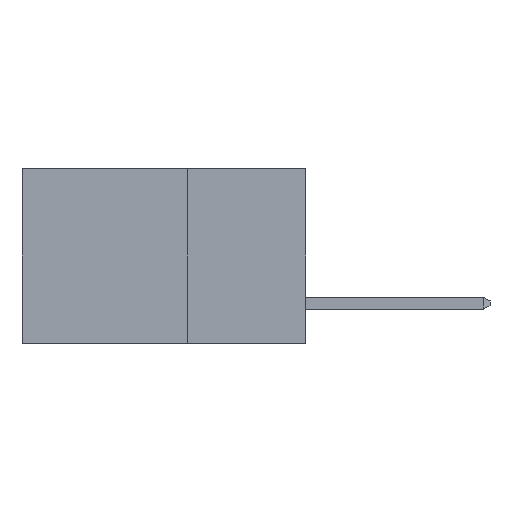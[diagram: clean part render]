
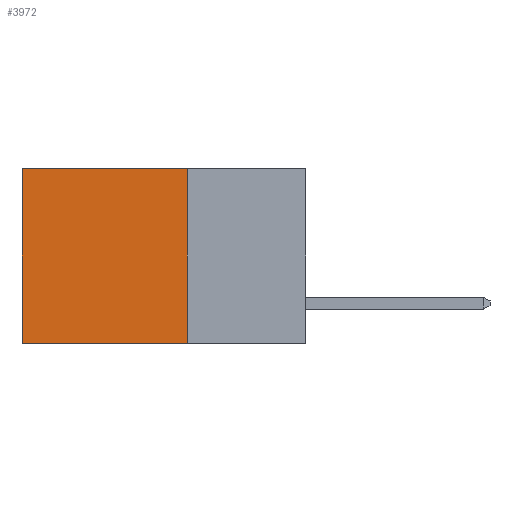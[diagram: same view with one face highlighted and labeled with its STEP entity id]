
A CAD part, left-side view. The second image highlights one B-rep face of the part: STEP entity #3972.
In plain terms, the highlighted planar face has unit normal (-1, 0, 0).
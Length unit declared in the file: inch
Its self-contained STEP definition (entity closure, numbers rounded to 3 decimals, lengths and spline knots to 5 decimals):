
#18 = CARTESIAN_POINT ( 'NONE',  ( 0.298, 0.6, 0. ) ) ;
#205 = CARTESIAN_POINT ( 'NONE',  ( 0.298, 0.25, 0. ) ) ;
#312 = ORIENTED_EDGE ( 'NONE', *, *, #5175, .F. ) ;
#754 = EDGE_CURVE ( 'NONE', #1086, #2445, #1180, .T. ) ;
#1086 = VERTEX_POINT ( 'NONE', #9061 ) ;
#1153 = LINE ( 'NONE', #1809, #5087 ) ;
#1180 = LINE ( 'NONE', #5877, #2680 ) ;
#1403 = VERTEX_POINT ( 'NONE', #5869 ) ;
#1787 = DIRECTION ( 'NONE',  ( 0., 1., 0. ) ) ;
#1809 = CARTESIAN_POINT ( 'NONE',  ( 0.298, 0.25, 0. ) ) ;
#1989 = DIRECTION ( 'NONE',  ( 0., 1., 0. ) ) ;
#2108 = PLANE ( 'NONE',  #5968 ) ;
#2153 = DIRECTION ( 'NONE',  ( 0., 0., -1. ) ) ;
#2445 = VERTEX_POINT ( 'NONE', #3018 ) ;
#2529 = EDGE_CURVE ( 'NONE', #1086, #1403, #1153, .T. ) ;
#2680 = VECTOR ( 'NONE', #2153, 39.37008 ) ;
#2841 = VECTOR ( 'NONE', #8548, 39.37008 ) ;
#3018 = CARTESIAN_POINT ( 'NONE',  ( 0.298, 0.25, -0.37 ) ) ;
#3717 = ORIENTED_EDGE ( 'NONE', *, *, #7654, .T. ) ;
#3972 = ADVANCED_FACE ( 'NONE', ( #6185 ), #2108, .F. ) ;
#4661 = ORIENTED_EDGE ( 'NONE', *, *, #754, .F. ) ;
#4821 = LINE ( 'NONE', #18, #2841 ) ;
#5087 = VECTOR ( 'NONE', #1787, 39.37008 ) ;
#5145 = VERTEX_POINT ( 'NONE', #7541 ) ;
#5175 = EDGE_CURVE ( 'NONE', #2445, #5145, #6107, .T. ) ;
#5332 = ORIENTED_EDGE ( 'NONE', *, *, #2529, .T. ) ;
#5405 = DIRECTION ( 'NONE',  ( 1., 0., 0. ) ) ;
#5869 = CARTESIAN_POINT ( 'NONE',  ( 0.298, 0.6, 0. ) ) ;
#5877 = CARTESIAN_POINT ( 'NONE',  ( 0.298, 0.25, 0. ) ) ;
#5968 = AXIS2_PLACEMENT_3D ( 'NONE', #205, #5405, #8637 ) ;
#6107 = LINE ( 'NONE', #9029, #7707 ) ;
#6185 = FACE_OUTER_BOUND ( 'NONE', #6796, .T. ) ;
#6796 = EDGE_LOOP ( 'NONE', ( #3717, #312, #4661, #5332 ) ) ;
#7541 = CARTESIAN_POINT ( 'NONE',  ( 0.298, 0.6, -0.37 ) ) ;
#7654 = EDGE_CURVE ( 'NONE', #1403, #5145, #4821, .T. ) ;
#7707 = VECTOR ( 'NONE', #1989, 39.37008 ) ;
#8548 = DIRECTION ( 'NONE',  ( 0., 0., -1. ) ) ;
#8637 = DIRECTION ( 'NONE',  ( 0., 0., -1. ) ) ;
#9029 = CARTESIAN_POINT ( 'NONE',  ( 0.298, 0.25, -0.37 ) ) ;
#9061 = CARTESIAN_POINT ( 'NONE',  ( 0.298, 0.25, 0. ) ) ;
